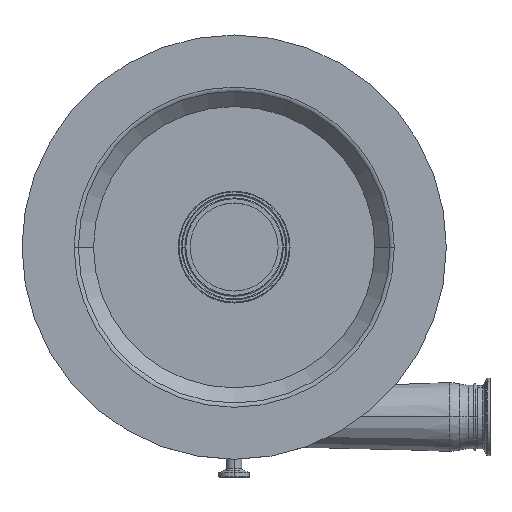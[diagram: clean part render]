
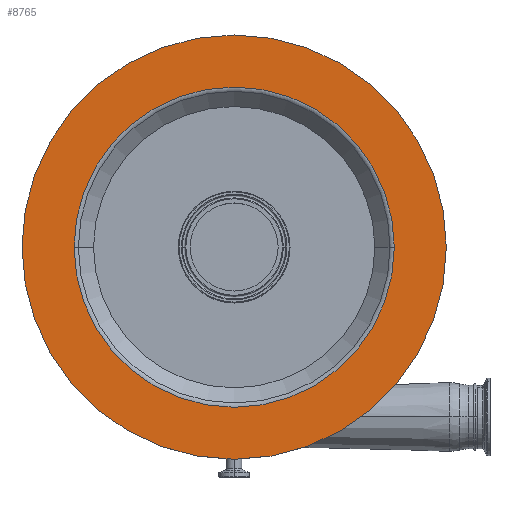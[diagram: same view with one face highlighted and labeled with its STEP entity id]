
A CAD part, top view. The second image highlights one B-rep face of the part: STEP entity #8765.
In plain terms, the highlighted planar face has unit normal (0, 0, 1).
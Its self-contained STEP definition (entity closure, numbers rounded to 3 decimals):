
#52 = CIRCLE ( 'NONE', #5999, 175. ) ;
#1019 = AXIS2_PLACEMENT_3D ( 'NONE', #5542, #3491, #6801 ) ;
#1269 = EDGE_CURVE ( 'NONE', #4893, #12813, #19846, .T. ) ;
#1974 = DIRECTION ( 'NONE',  ( 0., 0., -1. ) ) ;
#2056 = CARTESIAN_POINT ( 'NONE',  ( -132.071, 0., 67. ) ) ;
#2236 = ORIENTED_EDGE ( 'NONE', *, *, #14756, .T. ) ;
#2497 = VERTEX_POINT ( 'NONE', #9301 ) ;
#2837 = DIRECTION ( 'NONE',  ( -1., 0., 0. ) ) ;
#3260 = CARTESIAN_POINT ( 'NONE',  ( 0., 0., 67. ) ) ;
#3491 = DIRECTION ( 'NONE',  ( 0., 0., -1. ) ) ;
#3715 = EDGE_LOOP ( 'NONE', ( #7236, #9249 ) ) ;
#4893 = VERTEX_POINT ( 'NONE', #14017 ) ;
#5025 = AXIS2_PLACEMENT_3D ( 'NONE', #14624, #1974, #17908 ) ;
#5542 = CARTESIAN_POINT ( 'NONE',  ( 0., 175., 67. ) ) ;
#5634 = VERTEX_POINT ( 'NONE', #12937 ) ;
#5999 = AXIS2_PLACEMENT_3D ( 'NONE', #10717, #16123, #6899 ) ;
#6801 = DIRECTION ( 'NONE',  ( -1., 0., 0. ) ) ;
#6899 = DIRECTION ( 'NONE',  ( -1., 0., 0. ) ) ;
#7236 = ORIENTED_EDGE ( 'NONE', *, *, #9429, .F. ) ;
#8204 = FACE_BOUND ( 'NONE', #12943, .T. ) ;
#8326 = PLANE ( 'NONE',  #1019 ) ;
#8363 = CIRCLE ( 'NONE', #17839, 132.071 ) ;
#8765 = ADVANCED_FACE ( 'NONE', ( #8204, #13246 ), #8326, .F. ) ;
#9249 = ORIENTED_EDGE ( 'NONE', *, *, #9922, .F. ) ;
#9301 = CARTESIAN_POINT ( 'NONE',  ( 175., 0., 67. ) ) ;
#9429 = EDGE_CURVE ( 'NONE', #5634, #2497, #52, .T. ) ;
#9922 = EDGE_CURVE ( 'NONE', #2497, #5634, #20049, .T. ) ;
#10717 = CARTESIAN_POINT ( 'NONE',  ( 0., 0., 67. ) ) ;
#12414 = CARTESIAN_POINT ( 'NONE',  ( 0., 0., 67. ) ) ;
#12711 = AXIS2_PLACEMENT_3D ( 'NONE', #12414, #15357, #13713 ) ;
#12813 = VERTEX_POINT ( 'NONE', #2056 ) ;
#12937 = CARTESIAN_POINT ( 'NONE',  ( -175., 0., 67. ) ) ;
#12943 = EDGE_LOOP ( 'NONE', ( #2236, #13620 ) ) ;
#13246 = FACE_OUTER_BOUND ( 'NONE', #3715, .T. ) ;
#13620 = ORIENTED_EDGE ( 'NONE', *, *, #1269, .T. ) ;
#13713 = DIRECTION ( 'NONE',  ( -1., 0., 0. ) ) ;
#14017 = CARTESIAN_POINT ( 'NONE',  ( 132.071, 0., 67. ) ) ;
#14244 = DIRECTION ( 'NONE',  ( 0., 0., -1. ) ) ;
#14624 = CARTESIAN_POINT ( 'NONE',  ( 0., 0., 67. ) ) ;
#14756 = EDGE_CURVE ( 'NONE', #12813, #4893, #8363, .T. ) ;
#15357 = DIRECTION ( 'NONE',  ( 0., 0., -1. ) ) ;
#16123 = DIRECTION ( 'NONE',  ( 0., 0., -1. ) ) ;
#17839 = AXIS2_PLACEMENT_3D ( 'NONE', #3260, #14244, #2837 ) ;
#17908 = DIRECTION ( 'NONE',  ( -1., 0., 0. ) ) ;
#19846 = CIRCLE ( 'NONE', #12711, 132.071 ) ;
#20049 = CIRCLE ( 'NONE', #5025, 175. ) ;
